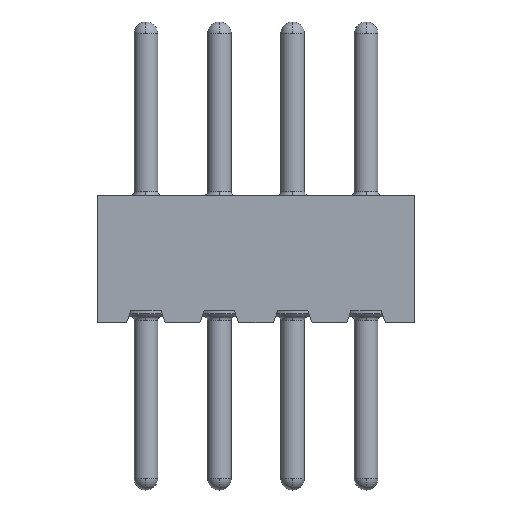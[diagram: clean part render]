
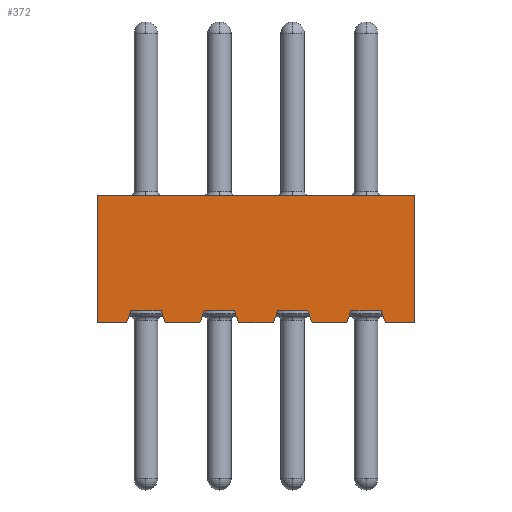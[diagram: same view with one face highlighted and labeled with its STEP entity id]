
A CAD part, top view. The second image highlights one B-rep face of the part: STEP entity #372.
In plain terms, the highlighted planar face has unit normal (0, 0, 1).
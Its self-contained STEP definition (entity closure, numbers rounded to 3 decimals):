
#372=ADVANCED_FACE('',(#748),#749,.T.);
#748=FACE_OUTER_BOUND('',#1121,.T.);
#749=PLANE('',#1122);
#1121=EDGE_LOOP('',(#2191,#2192,#2193,#2194,#2195,#2196,#2197,#2198,#2199,#2200,#2201,#2202,#2203,#2204,#2205,#2206,#2207,#2208,#2209,#2210));
#1122=AXIS2_PLACEMENT_3D('',#2211,#2212,#2213);
#2191=ORIENTED_EDGE('',*,*,#2528,.T.);
#2192=ORIENTED_EDGE('',*,*,#2549,.T.);
#2193=ORIENTED_EDGE('',*,*,#2679,.T.);
#2194=ORIENTED_EDGE('',*,*,#2680,.T.);
#2195=ORIENTED_EDGE('',*,*,#2676,.T.);
#2196=ORIENTED_EDGE('',*,*,#2663,.T.);
#2197=ORIENTED_EDGE('',*,*,#2659,.T.);
#2198=ORIENTED_EDGE('',*,*,#2586,.T.);
#2199=ORIENTED_EDGE('',*,*,#2654,.T.);
#2200=ORIENTED_EDGE('',*,*,#2642,.T.);
#2201=ORIENTED_EDGE('',*,*,#2638,.T.);
#2202=ORIENTED_EDGE('',*,*,#2582,.T.);
#2203=ORIENTED_EDGE('',*,*,#2633,.T.);
#2204=ORIENTED_EDGE('',*,*,#2621,.T.);
#2205=ORIENTED_EDGE('',*,*,#2617,.T.);
#2206=ORIENTED_EDGE('',*,*,#2578,.T.);
#2207=ORIENTED_EDGE('',*,*,#2612,.T.);
#2208=ORIENTED_EDGE('',*,*,#2543,.T.);
#2209=ORIENTED_EDGE('',*,*,#2538,.T.);
#2210=ORIENTED_EDGE('',*,*,#2576,.T.);
#2211=CARTESIAN_POINT('',(0.0,1.1,1.1));
#2212=DIRECTION('',(0.0,0.0,1.0));
#2213=DIRECTION('',(1.0,0.0,0.0));
#2528=EDGE_CURVE('',#3106,#3107,#3108,.T.);
#2538=EDGE_CURVE('',#3124,#3125,#3126,.T.);
#2543=EDGE_CURVE('',#3133,#3124,#3134,.T.);
#2549=EDGE_CURVE('',#3107,#3141,#3143,.T.);
#2576=EDGE_CURVE('',#3125,#3106,#3188,.T.);
#2578=EDGE_CURVE('',#3191,#3189,#3192,.T.);
#2582=EDGE_CURVE('',#3199,#3197,#3200,.T.);
#2586=EDGE_CURVE('',#3207,#3205,#3208,.T.);
#2612=EDGE_CURVE('',#3189,#3133,#3246,.T.);
#2617=EDGE_CURVE('',#3252,#3191,#3253,.T.);
#2621=EDGE_CURVE('',#3258,#3252,#3259,.T.);
#2633=EDGE_CURVE('',#3197,#3258,#3273,.T.);
#2638=EDGE_CURVE('',#3279,#3199,#3280,.T.);
#2642=EDGE_CURVE('',#3285,#3279,#3286,.T.);
#2654=EDGE_CURVE('',#3205,#3285,#3300,.T.);
#2659=EDGE_CURVE('',#3306,#3207,#3307,.T.);
#2663=EDGE_CURVE('',#3312,#3306,#3313,.T.);
#2676=EDGE_CURVE('',#3328,#3312,#3329,.T.);
#2679=EDGE_CURVE('',#3141,#3332,#3333,.T.);
#2680=EDGE_CURVE('',#3332,#3328,#3334,.T.);
#3106=VERTEX_POINT('',#3796);
#3107=VERTEX_POINT('',#3797);
#3108=LINE('',#3798,#3799);
#3124=VERTEX_POINT('',#3822);
#3125=VERTEX_POINT('',#3823);
#3126=LINE('',#3824,#3825);
#3133=VERTEX_POINT('',#3835);
#3134=LINE('',#3836,#3837);
#3141=VERTEX_POINT('',#3847);
#3143=LINE('',#3850,#3851);
#3188=LINE('',#3918,#3919);
#3189=VERTEX_POINT('',#3920);
#3191=VERTEX_POINT('',#3923);
#3192=LINE('',#3924,#3925);
#3197=VERTEX_POINT('',#3932);
#3199=VERTEX_POINT('',#3935);
#3200=LINE('',#3936,#3937);
#3205=VERTEX_POINT('',#3944);
#3207=VERTEX_POINT('',#3947);
#3208=LINE('',#3948,#3949);
#3246=LINE('',#4007,#4008);
#3252=VERTEX_POINT('',#4016);
#3253=LINE('',#4017,#4018);
#3258=VERTEX_POINT('',#4025);
#3259=LINE('',#4026,#4027);
#3273=LINE('',#4047,#4048);
#3279=VERTEX_POINT('',#4056);
#3280=LINE('',#4057,#4058);
#3285=VERTEX_POINT('',#4065);
#3286=LINE('',#4066,#4067);
#3300=LINE('',#4087,#4088);
#3306=VERTEX_POINT('',#4096);
#3307=LINE('',#4097,#4098);
#3312=VERTEX_POINT('',#4105);
#3313=LINE('',#4106,#4107);
#3328=VERTEX_POINT('',#4129);
#3329=LINE('',#4130,#4131);
#3332=VERTEX_POINT('',#4135);
#3333=LINE('',#4136,#4137);
#3334=LINE('',#4138,#4139);
#3796=CARTESIAN_POINT('',(2.167,0.2,1.1));
#3797=CARTESIAN_POINT('',(2.24,0.0,1.1));
#3798=CARTESIAN_POINT('',(1.914,0.896,1.1));
#3799=VECTOR('',#4684,1.0);
#3822=CARTESIAN_POINT('',(1.57,0.0,1.1));
#3823=CARTESIAN_POINT('',(1.643,0.2,1.1));
#3824=CARTESIAN_POINT('',(1.673,0.283,1.1));
#3825=VECTOR('',#4692,1.0);
#3835=CARTESIAN_POINT('',(0.97,0.0,1.1));
#3836=CARTESIAN_POINT('',(0.0,0.0,1.1));
#3837=VECTOR('',#4696,1.0);
#3847=CARTESIAN_POINT('',(2.745,0.0,1.1));
#3850=CARTESIAN_POINT('',(0.0,0.0,1.1));
#3851=VECTOR('',#4701,1.0);
#3918=CARTESIAN_POINT('',(0.953,0.2,1.1));
#3919=VECTOR('',#4724,1.0);
#3920=CARTESIAN_POINT('',(0.897,0.2,1.1));
#3923=CARTESIAN_POINT('',(0.373,0.2,1.1));
#3924=CARTESIAN_POINT('',(0.318,0.2,1.1));
#3925=VECTOR('',#4726,1.0);
#3932=CARTESIAN_POINT('',(-0.373,0.2,1.1));
#3935=CARTESIAN_POINT('',(-0.897,0.2,1.1));
#3936=CARTESIAN_POINT('',(-0.318,0.2,1.1));
#3937=VECTOR('',#4730,1.0);
#3944=CARTESIAN_POINT('',(-1.643,0.2,1.1));
#3947=CARTESIAN_POINT('',(-2.167,0.2,1.1));
#3948=CARTESIAN_POINT('',(-0.953,0.2,1.1));
#3949=VECTOR('',#4734,1.0);
#4007=CARTESIAN_POINT('',(0.718,0.692,1.1));
#4008=VECTOR('',#4755,1.0);
#4016=CARTESIAN_POINT('',(0.3,0.0,1.1));
#4017=CARTESIAN_POINT('',(0.477,0.487,1.1));
#4018=VECTOR('',#4758,1.0);
#4025=CARTESIAN_POINT('',(-0.3,0.0,1.1));
#4026=CARTESIAN_POINT('',(0.0,0.0,1.1));
#4027=VECTOR('',#4761,1.0);
#4047=CARTESIAN_POINT('',(-0.477,0.487,1.1));
#4048=VECTOR('',#4768,1.0);
#4056=CARTESIAN_POINT('',(-0.97,0.0,1.1));
#4057=CARTESIAN_POINT('',(-0.718,0.692,1.1));
#4058=VECTOR('',#4771,1.0);
#4065=CARTESIAN_POINT('',(-1.57,0.0,1.1));
#4066=CARTESIAN_POINT('',(0.0,0.0,1.1));
#4067=VECTOR('',#4774,1.0);
#4087=CARTESIAN_POINT('',(-1.673,0.283,1.1));
#4088=VECTOR('',#4781,1.0);
#4096=CARTESIAN_POINT('',(-2.24,0.0,1.1));
#4097=CARTESIAN_POINT('',(-1.914,0.896,1.1));
#4098=VECTOR('',#4784,1.0);
#4105=CARTESIAN_POINT('',(-2.745,0.0,1.1));
#4106=CARTESIAN_POINT('',(0.0,0.0,1.1));
#4107=VECTOR('',#4787,1.0);
#4129=CARTESIAN_POINT('',(-2.745,2.2,1.1));
#4130=CARTESIAN_POINT('',(-2.745,1.1,1.1));
#4131=VECTOR('',#4795,1.0);
#4135=CARTESIAN_POINT('',(2.745,2.2,1.1));
#4136=CARTESIAN_POINT('',(2.745,1.1,1.1));
#4137=VECTOR('',#4797,1.0);
#4138=CARTESIAN_POINT('',(0.0,2.2,1.1));
#4139=VECTOR('',#4798,1.0);
#4684=DIRECTION('',(0.342,-0.94,0.0));
#4692=DIRECTION('',(0.342,0.94,-0.0));
#4696=DIRECTION('',(1.0,0.0,0.0));
#4701=DIRECTION('',(1.0,0.0,0.0));
#4724=DIRECTION('',(1.0,0.0,0.0));
#4726=DIRECTION('',(1.0,0.0,0.0));
#4730=DIRECTION('',(1.0,0.0,0.0));
#4734=DIRECTION('',(1.0,0.0,0.0));
#4755=DIRECTION('',(0.342,-0.94,0.0));
#4758=DIRECTION('',(0.342,0.94,-0.0));
#4761=DIRECTION('',(1.0,0.0,0.0));
#4768=DIRECTION('',(0.342,-0.94,0.0));
#4771=DIRECTION('',(0.342,0.94,-0.0));
#4774=DIRECTION('',(1.0,0.0,0.0));
#4781=DIRECTION('',(0.342,-0.94,0.0));
#4784=DIRECTION('',(0.342,0.94,-0.0));
#4787=DIRECTION('',(1.0,0.0,0.0));
#4795=DIRECTION('',(0.0,-1.0,0.0));
#4797=DIRECTION('',(0.0,1.0,0.0));
#4798=DIRECTION('',(-1.0,0.0,0.0));
